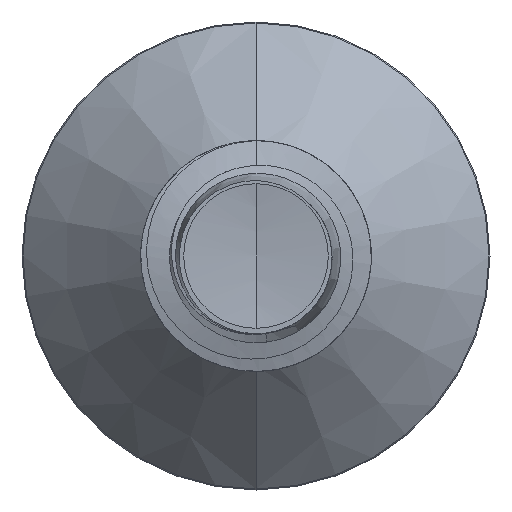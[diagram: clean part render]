
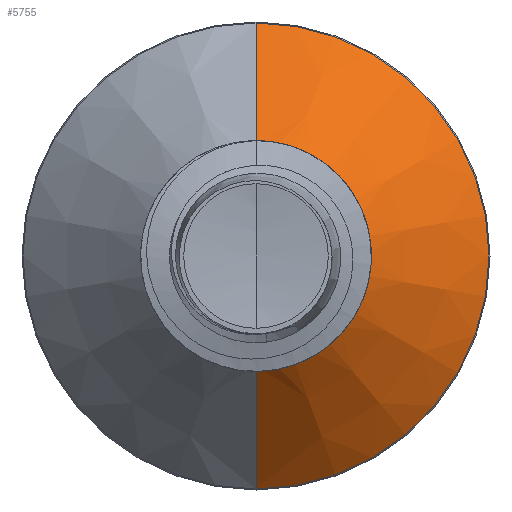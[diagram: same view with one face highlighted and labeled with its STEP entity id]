
A CAD part, front view. The second image highlights one B-rep face of the part: STEP entity #5755.
In plain terms, the highlighted conical face has half-angle 45 degrees and reference radius 0.859 mm.
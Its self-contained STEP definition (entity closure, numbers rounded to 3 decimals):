
#267 = EDGE_LOOP ( 'NONE', ( #3001, #293, #5351, #7357 ) ) ;
#293 = ORIENTED_EDGE ( 'NONE', *, *, #5963, .T. ) ;
#1397 = EDGE_CURVE ( 'NONE', #8606, #6922, #11067, .T. ) ;
#2233 = DIRECTION ( 'NONE',  ( 0., 0.707, -0.707 ) ) ;
#2274 = CARTESIAN_POINT ( 'NONE',  ( 0., 2.184, -0.859 ) ) ;
#2354 = DIRECTION ( 'NONE',  ( 0., 1., 0. ) ) ;
#3001 = ORIENTED_EDGE ( 'NONE', *, *, #1397, .T. ) ;
#3125 = VERTEX_POINT ( 'NONE', #9131 ) ;
#3148 = DIRECTION ( 'NONE',  ( 0., 0.707, 0.707 ) ) ;
#3213 = DIRECTION ( 'NONE',  ( 0., 1., 0. ) ) ;
#3411 = CARTESIAN_POINT ( 'NONE',  ( 0., 3.142, 1.817 ) ) ;
#4067 = LINE ( 'NONE', #10107, #11367 ) ;
#4120 = EDGE_CURVE ( 'NONE', #8606, #7568, #4067, .T. ) ;
#4463 = CARTESIAN_POINT ( 'NONE',  ( 0., 2.184, 0. ) ) ;
#5090 = CARTESIAN_POINT ( 'NONE',  ( 0., 2.184, 0.859 ) ) ;
#5241 = DIRECTION ( 'NONE',  ( 0., 0., 1. ) ) ;
#5351 = ORIENTED_EDGE ( 'NONE', *, *, #12513, .F. ) ;
#5456 = DIRECTION ( 'NONE',  ( 0., 0., 1. ) ) ;
#5755 = ADVANCED_FACE ( 'NONE', ( #9751 ), #12069, .T. ) ;
#5854 = CIRCLE ( 'NONE', #8840, 1.817 ) ;
#5963 = EDGE_CURVE ( 'NONE', #6922, #3125, #12686, .T. ) ;
#6327 = AXIS2_PLACEMENT_3D ( 'NONE', #11177, #3213, #5241 ) ;
#6922 = VERTEX_POINT ( 'NONE', #9295 ) ;
#7357 = ORIENTED_EDGE ( 'NONE', *, *, #4120, .F. ) ;
#7568 = VERTEX_POINT ( 'NONE', #3411 ) ;
#8344 = CARTESIAN_POINT ( 'NONE',  ( 0., 3.142, 0. ) ) ;
#8377 = AXIS2_PLACEMENT_3D ( 'NONE', #4463, #11391, #5456 ) ;
#8606 = VERTEX_POINT ( 'NONE', #5090 ) ;
#8840 = AXIS2_PLACEMENT_3D ( 'NONE', #8344, #2354, #9341 ) ;
#9131 = CARTESIAN_POINT ( 'NONE',  ( 0., 3.142, -1.817 ) ) ;
#9295 = CARTESIAN_POINT ( 'NONE',  ( 0., 2.184, -0.859 ) ) ;
#9341 = DIRECTION ( 'NONE',  ( 0., 0., 1. ) ) ;
#9751 = FACE_OUTER_BOUND ( 'NONE', #267, .T. ) ;
#10107 = CARTESIAN_POINT ( 'NONE',  ( 0., 2.184, 0.859 ) ) ;
#11067 = CIRCLE ( 'NONE', #8377, 0.859 ) ;
#11177 = CARTESIAN_POINT ( 'NONE',  ( 0., 2.184, 0. ) ) ;
#11367 = VECTOR ( 'NONE', #3148, 1000. ) ;
#11391 = DIRECTION ( 'NONE',  ( 0., 1., 0. ) ) ;
#12069 = CONICAL_SURFACE ( 'NONE', #6327, 0.859, 0.785 ) ;
#12374 = VECTOR ( 'NONE', #2233, 1000. ) ;
#12513 = EDGE_CURVE ( 'NONE', #7568, #3125, #5854, .T. ) ;
#12686 = LINE ( 'NONE', #2274, #12374 ) ;
